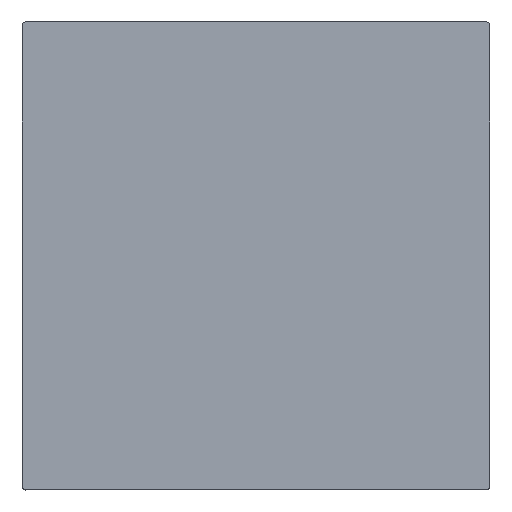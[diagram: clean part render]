
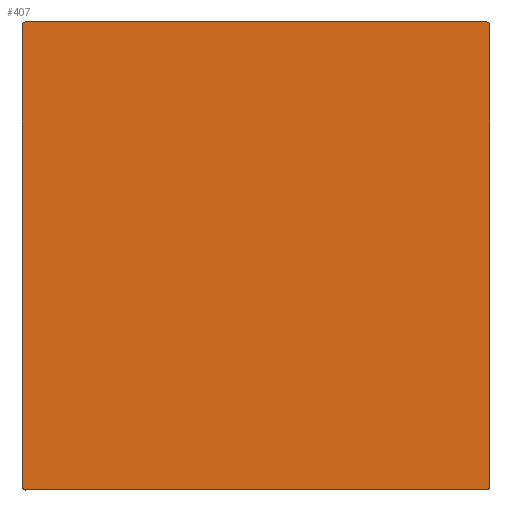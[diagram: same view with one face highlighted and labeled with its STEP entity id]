
A CAD part, top view. The second image highlights one B-rep face of the part: STEP entity #407.
In plain terms, the highlighted planar face has unit normal (0, 0, 1).
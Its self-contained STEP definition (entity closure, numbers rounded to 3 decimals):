
#67=CARTESIAN_POINT('',(-24.7,24.7,30.));
#68=DIRECTION('',(0.,0.,-1.));
#69=DIRECTION('',(-1.,0.,0.));
#70=AXIS2_PLACEMENT_3D('',#67,#68,#69);
#72=DIRECTION('',(1.,0.,0.));
#73=VECTOR('',#72,49.4);
#74=CARTESIAN_POINT('',(-24.7,25.,30.));
#75=LINE('',#74,#73);
#76=CARTESIAN_POINT('',(24.7,24.7,30.));
#77=DIRECTION('',(0.,0.,-1.));
#78=DIRECTION('',(0.,1.,0.));
#79=AXIS2_PLACEMENT_3D('',#76,#77,#78);
#81=DIRECTION('',(0.,-1.,0.));
#82=VECTOR('',#81,49.4);
#83=CARTESIAN_POINT('',(25.,24.7,30.));
#84=LINE('',#83,#82);
#85=CARTESIAN_POINT('',(24.7,-24.7,30.));
#86=DIRECTION('',(0.,0.,-1.));
#87=DIRECTION('',(1.,0.,0.));
#88=AXIS2_PLACEMENT_3D('',#85,#86,#87);
#90=DIRECTION('',(-1.,0.,0.));
#91=VECTOR('',#90,49.4);
#92=CARTESIAN_POINT('',(24.7,-25.,30.));
#93=LINE('',#92,#91);
#94=CARTESIAN_POINT('',(-24.7,-24.7,30.));
#95=DIRECTION('',(0.,0.,-1.));
#96=DIRECTION('',(0.,-1.,0.));
#97=AXIS2_PLACEMENT_3D('',#94,#95,#96);
#99=DIRECTION('',(0.,1.,0.));
#100=VECTOR('',#99,49.4);
#101=CARTESIAN_POINT('',(-25.,-24.7,30.));
#102=LINE('',#101,#100);
#258=CARTESIAN_POINT('',(-25.,24.7,30.));
#259=CARTESIAN_POINT('',(-24.7,25.,30.));
#260=VERTEX_POINT('',#258);
#261=VERTEX_POINT('',#259);
#262=CARTESIAN_POINT('',(24.7,25.,30.));
#263=VERTEX_POINT('',#262);
#264=CARTESIAN_POINT('',(25.,24.7,30.));
#265=VERTEX_POINT('',#264);
#266=CARTESIAN_POINT('',(25.,-24.7,30.));
#267=VERTEX_POINT('',#266);
#268=CARTESIAN_POINT('',(24.7,-25.,30.));
#269=VERTEX_POINT('',#268);
#270=CARTESIAN_POINT('',(-24.7,-25.,30.));
#271=VERTEX_POINT('',#270);
#272=CARTESIAN_POINT('',(-25.,-24.7,30.));
#273=VERTEX_POINT('',#272);
#385=CARTESIAN_POINT('',(0.,0.,30.));
#386=DIRECTION('',(0.,0.,1.));
#387=DIRECTION('',(1.,0.,0.));
#388=AXIS2_PLACEMENT_3D('',#385,#386,#387);
#389=PLANE('',#388);
#390=ORIENTED_EDGE('',*,*,#375,.T.);
#392=ORIENTED_EDGE('',*,*,#391,.T.);
#394=ORIENTED_EDGE('',*,*,#393,.T.);
#396=ORIENTED_EDGE('',*,*,#395,.T.);
#398=ORIENTED_EDGE('',*,*,#397,.T.);
#400=ORIENTED_EDGE('',*,*,#399,.T.);
#402=ORIENTED_EDGE('',*,*,#401,.T.);
#404=ORIENTED_EDGE('',*,*,#403,.T.);
#405=EDGE_LOOP('',(#390,#392,#394,#396,#398,#400,#402,#404));
#406=FACE_OUTER_BOUND('',#405,.F.);
#71=CIRCLE('',#70,0.3);
#80=CIRCLE('',#79,0.3);
#89=CIRCLE('',#88,0.3);
#98=CIRCLE('',#97,0.3);
#375=EDGE_CURVE('',#260,#261,#71,.T.);
#391=EDGE_CURVE('',#261,#263,#75,.T.);
#393=EDGE_CURVE('',#263,#265,#80,.T.);
#395=EDGE_CURVE('',#265,#267,#84,.T.);
#397=EDGE_CURVE('',#267,#269,#89,.T.);
#399=EDGE_CURVE('',#269,#271,#93,.T.);
#401=EDGE_CURVE('',#271,#273,#98,.T.);
#403=EDGE_CURVE('',#273,#260,#102,.T.);
#407=ADVANCED_FACE('',(#406),#389,.T.);
